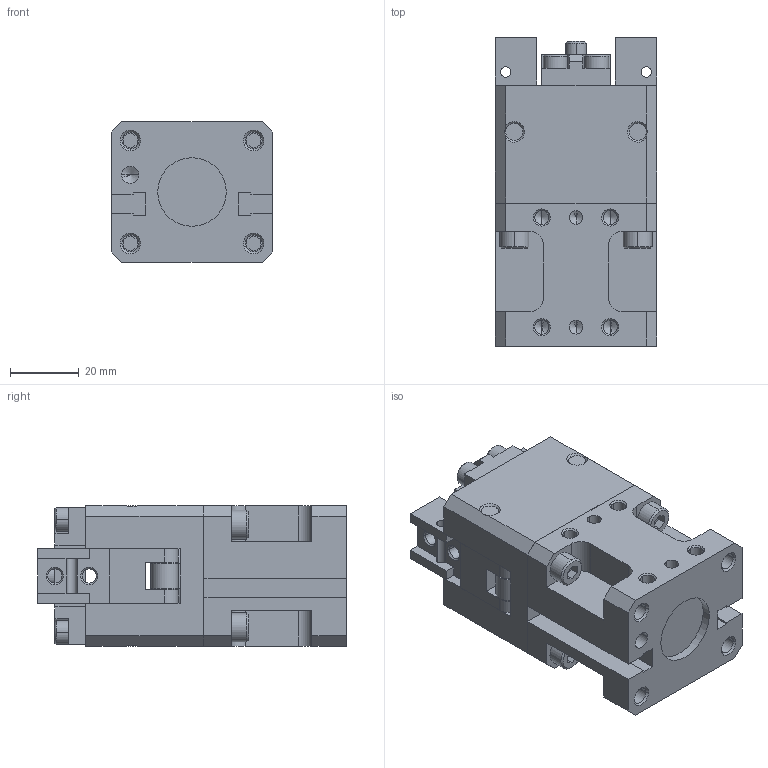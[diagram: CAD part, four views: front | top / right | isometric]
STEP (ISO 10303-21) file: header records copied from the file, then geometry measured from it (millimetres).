
FILE_DESCRIPTION( ( '' ), '1' );
FILE_NAME( 'og25_a_og250abc_0_2_14a.stp', '2010-10-25T15:53:52', ( '' ), ( '' ), ' ', ' ', ' ' );
FILE_SCHEMA( ( 'automotive_design' ) );
Length unit declared in the file: millimetre
Products named in the file (6): 1; 2; 3; 4; 5; 6
Bounding box: 47 x 90 x 41 mm (x, y, z)
Volume: 122844 mm3; surface area: 41276.2 mm2
Topology: 6 solids, 6 shells, 443 faces, 1184 edges, 741 vertices
Faces by surface type: plane 217, cylinder 128, cone 98
Entity records: 27246 total; most frequent: CARTESIAN_POINT 2776, DIRECTION 2376, STYLED_ITEM 2352, PRESENTATION_STYLE_ASSIGNMENT 2352, COLOUR_RGB 2352, ORIENTED_EDGE 2324, EDGE_CURVE 1162, CURVE_STYLE 1162
